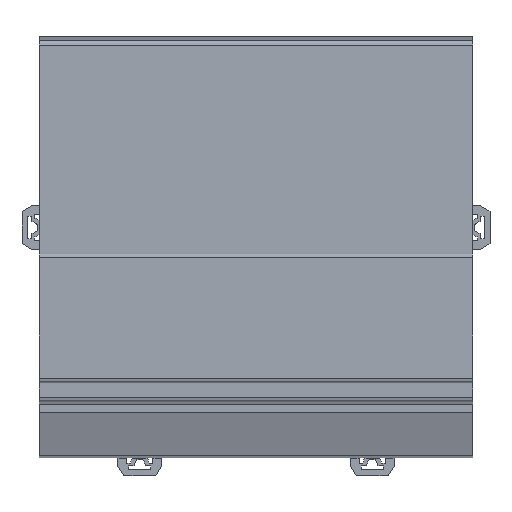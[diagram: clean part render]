
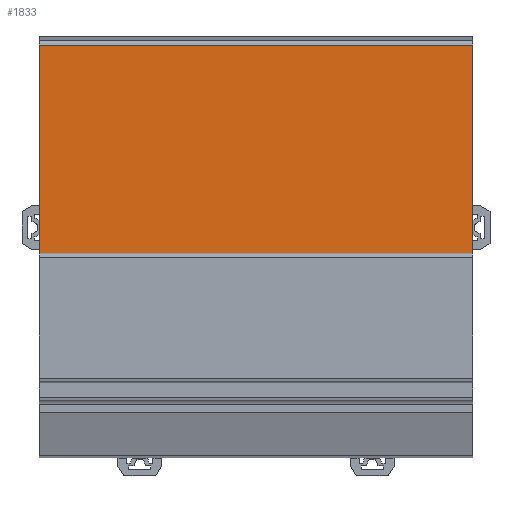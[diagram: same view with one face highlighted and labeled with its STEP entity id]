
A CAD part, top view. The second image highlights one B-rep face of the part: STEP entity #1833.
In plain terms, the highlighted planar face has unit normal (0, 0, 1).
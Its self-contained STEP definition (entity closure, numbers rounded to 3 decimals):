
#95=FACE_OUTER_BOUND($,#225,.T.);
#225=EDGE_LOOP($,(#1195,#1196,#1197,#1198));
#399=VERTEX_POINT($,#4778);
#400=VERTEX_POINT($,#4779);
#401=VERTEX_POINT($,#4781);
#402=VERTEX_POINT($,#4783);
#691=EDGE_CURVE($,#399,#400,#2364,.T.);
#692=EDGE_CURVE($,#401,#400,#2365,.T.);
#693=EDGE_CURVE($,#401,#402,#2366,.T.);
#694=EDGE_CURVE($,#402,#399,#2367,.T.);
#1195=ORIENTED_EDGE($,*,*,#691,.T.);
#1196=ORIENTED_EDGE($,*,*,#692,.F.);
#1197=ORIENTED_EDGE($,*,*,#693,.T.);
#1198=ORIENTED_EDGE($,*,*,#694,.T.);
#1717=PLANE($,#3154);
#1833=ADVANCED_FACE($,(#95),#1717,.T.);
#2364=LINE($,#4780,#2800);
#2365=LINE($,#4782,#2801);
#2366=LINE($,#4784,#2802);
#2367=LINE($,#4785,#2803);
#2800=VECTOR($,#3680,71.556);
#2801=VECTOR($,#3681,149.);
#2802=VECTOR($,#3682,71.556);
#2803=VECTOR($,#3683,149.);
#3154=AXIS2_PLACEMENT_3D($,#4777,#3678,#3679);
#3678=DIRECTION('center_axis',(0.,0.,1.));
#3679=DIRECTION('ref_axis',(1.,0.,0.));
#3680=DIRECTION($,(0.,-1.,0.));
#3681=DIRECTION($,(-1.,0.,0.));
#3682=DIRECTION($,(0.,1.,0.));
#3683=DIRECTION($,(-1.,0.,0.));
#4777=CARTESIAN_POINT('Origin',(149.,69.483,60.592));
#4778=CARTESIAN_POINT('',(0.,69.483,60.592));
#4779=CARTESIAN_POINT('',(0.,-2.073,60.592));
#4780=CARTESIAN_POINT($,(0.,-2.073,60.592));
#4781=CARTESIAN_POINT('',(149.,-2.073,60.592));
#4782=CARTESIAN_POINT($,(149.,-2.073,60.592));
#4783=CARTESIAN_POINT('',(149.,69.483,60.592));
#4784=CARTESIAN_POINT($,(149.,-2.073,60.592));
#4785=CARTESIAN_POINT($,(149.,69.483,60.592));
